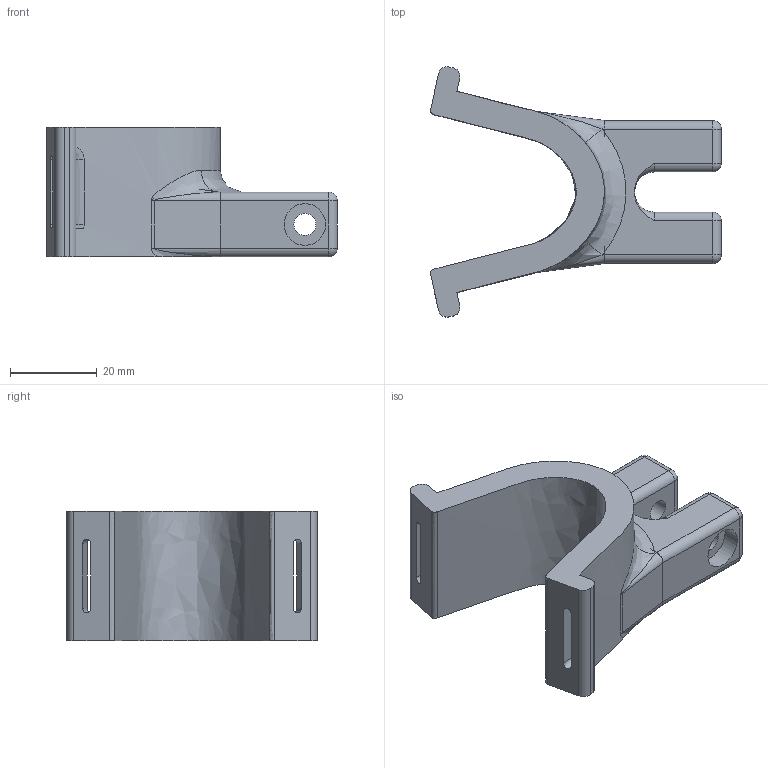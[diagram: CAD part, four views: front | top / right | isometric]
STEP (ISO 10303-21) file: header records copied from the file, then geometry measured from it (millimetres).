
FILE_DESCRIPTION(/* description */ (''),/* implementation_level */ '2;1');
FILE_NAME(/* name */ 'Yesoul S3.step',/* time_stamp */ '2023-12-03T12:54:47-05:00',/* author */ (''),/* organization */ (''),/* preprocessor_version */ 'ST-DEVELOPER v20',/* originating_system */ 'Autodesk Translation Framework v12.14.0.127',/* authorisation */ '');
FILE_SCHEMA (('AUTOMOTIVE_DESIGN { 1 0 10303 214 3 1 1 }'));
Length unit declared in the file: millimetre
Products named in the file (2): Yesoul Bike Mount; Prong
Assembly tree (1 placements, depth 2):
  Yesoul Bike Mount
    Prong
Bounding box: 67.13 x 57.77 x 30 mm (x, y, z)
Volume: 39962.9 mm3; surface area: 15069.2 mm2
Topology: 2 solids, 2 shells, 149 faces, 361 edges, 217 vertices
Faces by surface type: cylinder 54, plane 52, bspline 19, sphere 16, torus 8
Full cylindrical faces by diameter (mm): 5.1 x4, 9.6 x2
Entity records: 5604 total; most frequent: CARTESIAN_POINT 2134, ORIENTED_EDGE 720, DIRECTION 698, EDGE_CURVE 360, AXIS2_PLACEMENT_3D 261, VERTEX_POINT 217, LINE 176, VECTOR 176
